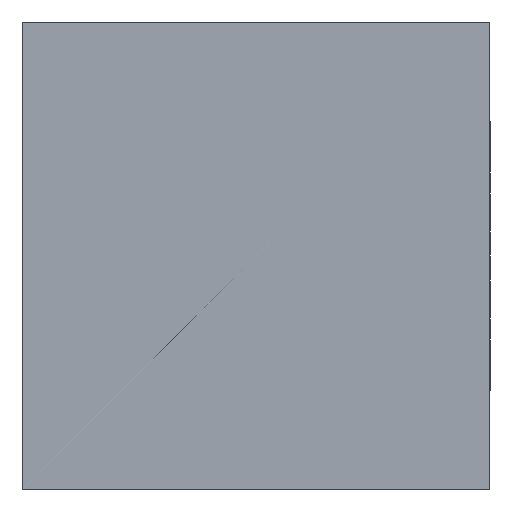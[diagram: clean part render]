
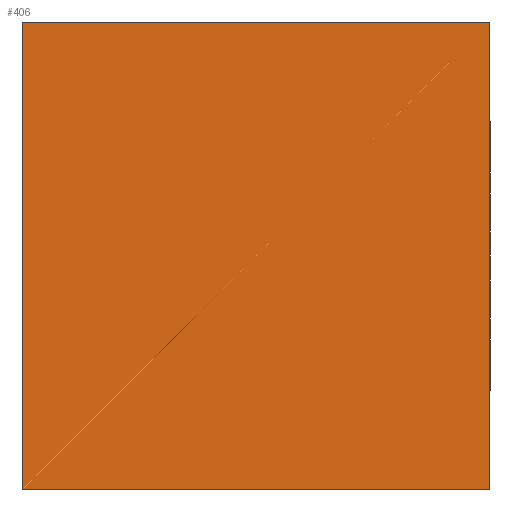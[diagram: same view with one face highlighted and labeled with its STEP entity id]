
A CAD part, front view. The second image highlights one B-rep face of the part: STEP entity #406.
In plain terms, the highlighted planar face has unit normal (0, -1, 0).
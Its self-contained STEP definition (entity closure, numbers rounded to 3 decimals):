
#43 = VECTOR ( 'NONE', #222, 1000. ) ;
#44 = VECTOR ( 'NONE', #227, 1000. ) ;
#45 = VECTOR ( 'NONE', #225, 1000. ) ;
#46 = VECTOR ( 'NONE', #229, 1000. ) ;
#61 = AXIS2_PLACEMENT_3D ( 'NONE', #123, #124, #125 ) ;
#103 = CARTESIAN_POINT ( 'NONE',  ( 5., -12.5, 10. ) ) ;
#104 = CARTESIAN_POINT ( 'NONE',  ( 5., -12.5, 0. ) ) ;
#105 = CARTESIAN_POINT ( 'NONE',  ( -5., -12.5, 0. ) ) ;
#117 = CARTESIAN_POINT ( 'NONE',  ( -5., -12.5, 10. ) ) ;
#122 = PLANE ( 'NONE',  #61 ) ;
#123 = CARTESIAN_POINT ( 'NONE',  ( -5., -12.5, 10. ) ) ;
#124 = DIRECTION ( 'NONE',  ( 0., 1., 0. ) ) ;
#125 = DIRECTION ( 'NONE',  ( 0., 0., 1. ) ) ;
#221 = CARTESIAN_POINT ( 'NONE',  ( 5., -12.5, 10. ) ) ;
#222 = DIRECTION ( 'NONE',  ( 0., 0., -1. ) ) ;
#225 = DIRECTION ( 'NONE',  ( 1., 0., 0. ) ) ;
#226 = CARTESIAN_POINT ( 'NONE',  ( -5., -12.5, 10. ) ) ;
#227 = DIRECTION ( 'NONE',  ( 0., 0., -1. ) ) ;
#228 = CARTESIAN_POINT ( 'NONE',  ( -5., -12.5, 0. ) ) ;
#229 = DIRECTION ( 'NONE',  ( 1., 0., 0. ) ) ;
#230 = CARTESIAN_POINT ( 'NONE',  ( -5., -12.5, 10. ) ) ;
#274 = LINE ( 'NONE', #221, #43 ) ;
#275 = LINE ( 'NONE', #226, #44 ) ;
#276 = LINE ( 'NONE', #230, #45 ) ;
#277 = LINE ( 'NONE', #228, #46 ) ;
#317 = FACE_OUTER_BOUND ( 'NONE', #328, .T. ) ;
#328 = EDGE_LOOP ( 'NONE', ( #388, #390, #389, #391 ) ) ;
#346 = VERTEX_POINT ( 'NONE', #117 ) ;
#352 = VERTEX_POINT ( 'NONE', #103 ) ;
#353 = VERTEX_POINT ( 'NONE', #104 ) ;
#354 = VERTEX_POINT ( 'NONE', #105 ) ;
#388 = ORIENTED_EDGE ( 'NONE', *, *, #421, .T. ) ;
#389 = ORIENTED_EDGE ( 'NONE', *, *, #422, .F. ) ;
#390 = ORIENTED_EDGE ( 'NONE', *, *, #424, .F. ) ;
#391 = ORIENTED_EDGE ( 'NONE', *, *, #423, .T. ) ;
#406 = ADVANCED_FACE ( 'NONE', ( #317 ), #122, .F. ) ;
#421 = EDGE_CURVE ( 'NONE', #354, #353, #277, .T. ) ;
#422 = EDGE_CURVE ( 'NONE', #346, #352, #276, .T. ) ;
#423 = EDGE_CURVE ( 'NONE', #346, #354, #275, .T. ) ;
#424 = EDGE_CURVE ( 'NONE', #352, #353, #274, .T. ) ;
